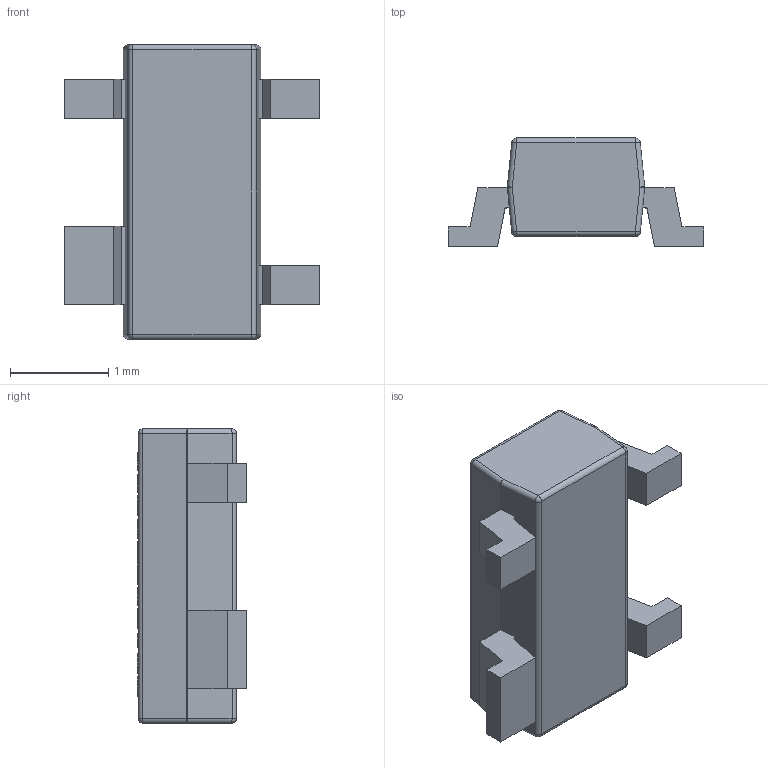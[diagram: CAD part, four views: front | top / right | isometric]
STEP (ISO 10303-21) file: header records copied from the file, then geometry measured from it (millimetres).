
FILE_DESCRIPTION (( 'STEP AP214' ), '1' );
FILE_NAME ('×°ÅäÌå1.STEP', '2014-02-13T06:48:29', ( 'BT_YANFB_XUJUNRAN' ), ( '' ), 'SwSTEP 2.0', 'SolidWorks 2010', '' );
FILE_SCHEMA (( 'AUTOMOTIVE_DESIGN' ));
Length unit declared in the file: millimetre
Products named in the file (4): 蚾饜极1; 錨璃1; 錨璃3; 錨璃2
Assembly tree (5 placements, depth 2):
  蚾饜极1
    錨璃3
    錨璃2  x3
    錨璃1
Bounding box: 2.6 x 1.11 x 3 mm (x, y, z)
Volume: 4.5 mm3; surface area: 22.7 mm2
Topology: 5 solids, 5 shells, 277 faces, 721 edges, 462 vertices
Faces by surface type: plane 157, bspline 87, cylinder 19, sphere 14
Entity records: 16974 total; most frequent: CARTESIAN_POINT 9013, ORIENTED_EDGE 1330, DIRECTION 887, EDGE_CURVE 665, VECTOR 451, LINE 451, VERTEX_POINT 430, EDGE_LOOP 273
